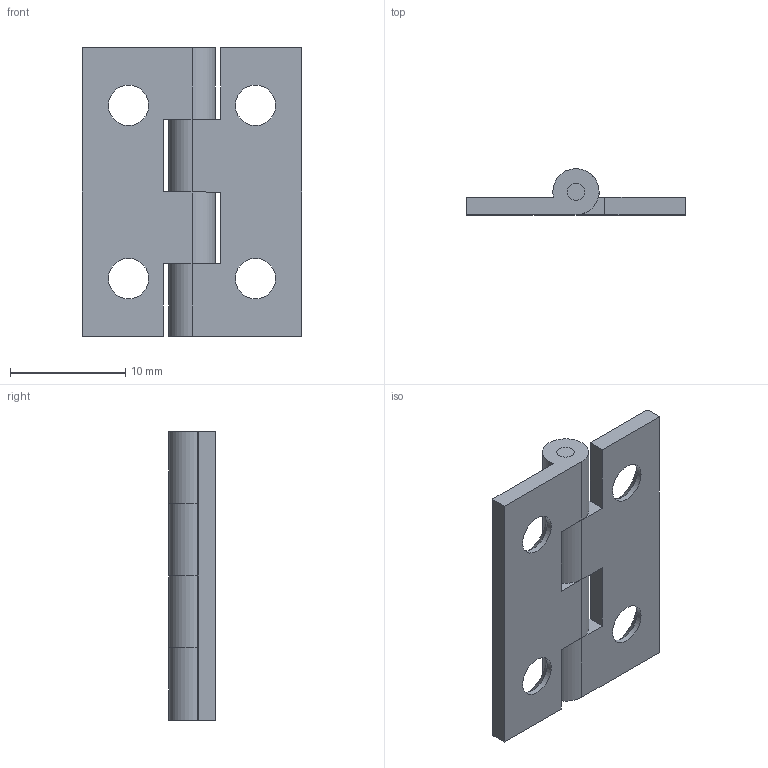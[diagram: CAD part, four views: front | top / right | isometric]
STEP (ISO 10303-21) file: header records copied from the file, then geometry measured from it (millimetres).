
FILE_DESCRIPTION(/* description */ (''),/* implementation_level */ '2;1');
FILE_NAME(/* name */ 'HB2519-15.stp',/* time_stamp */ '2024-06-21T09:51:55+09:00',/* author */ ('user'),/* organization */ (''),/* preprocessor_version */ 'ST-DEVELOPER v15.6',/* originating_system */ 'Autodesk Inventor 2015',/* authorisation */ '');
FILE_SCHEMA (('AUTOMOTIVE_DESIGN { 1 0 10303 214 3 1 1 }'));
Length unit declared in the file: millimetre
Products named in the file (4): HB2519-15_L; HB2519-15_R; HB2519-15_RING; HB2519-15
Bounding box: 19 x 4 x 25 mm (x, y, z)
Volume: 795.1 mm3; surface area: 1484 mm2
Topology: 3 solids, 3 shells, 41 faces, 105 edges, 70 vertices
Faces by surface type: plane 22, cylinder 15, cone 4
Full cylindrical faces by diameter (mm): 1.5 x5, 3.5 x4
Entity records: 1284 total; most frequent: DIRECTION 218, CARTESIAN_POINT 202, ORIENTED_EDGE 176, EDGE_CURVE 88, AXIS2_PLACEMENT_3D 82, EDGE_LOOP 70, VERTEX_POINT 66, LINE 54
